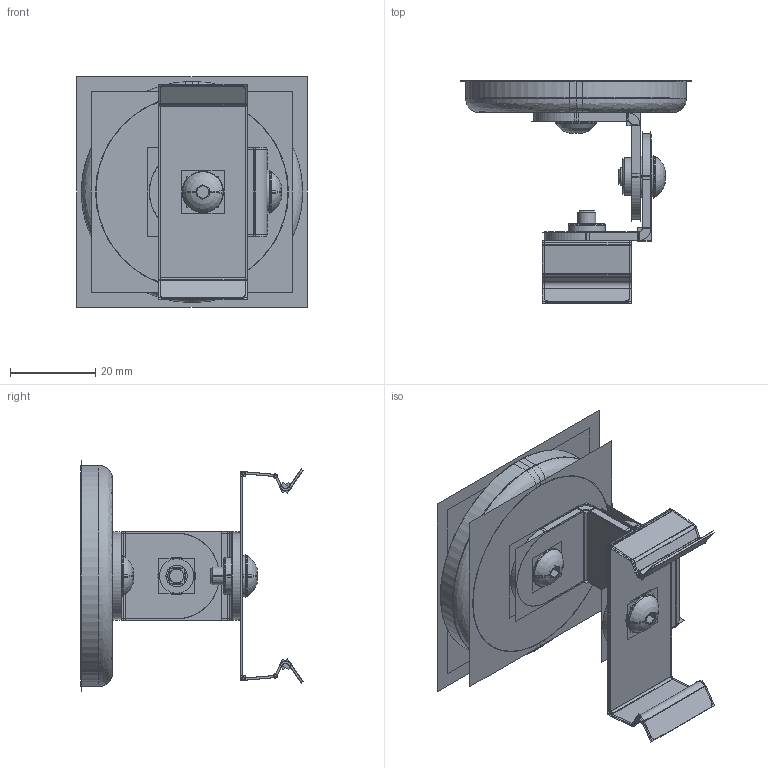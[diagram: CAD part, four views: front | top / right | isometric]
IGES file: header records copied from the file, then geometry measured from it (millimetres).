
Start section:  PTC IGES file: 244226_sm01.igs
Global section: file name: 244226_sm01.igs; native system: Creo Parametric by PTC Inc.; preprocessor: 2022414; author: banengservice; organization: Unknown; date: 20241112.104058; units: millimetre
Bounding box: 53.89 x 52.12 x 53.89 mm (x, y, z)
Volume: 17301.3 mm3; surface area: 70455.1 mm2
Topology: 6 solids, 6 shells, 1042 faces, 5392 edges, 6850 vertices
Faces by surface type: revolution 608, bspline 434
